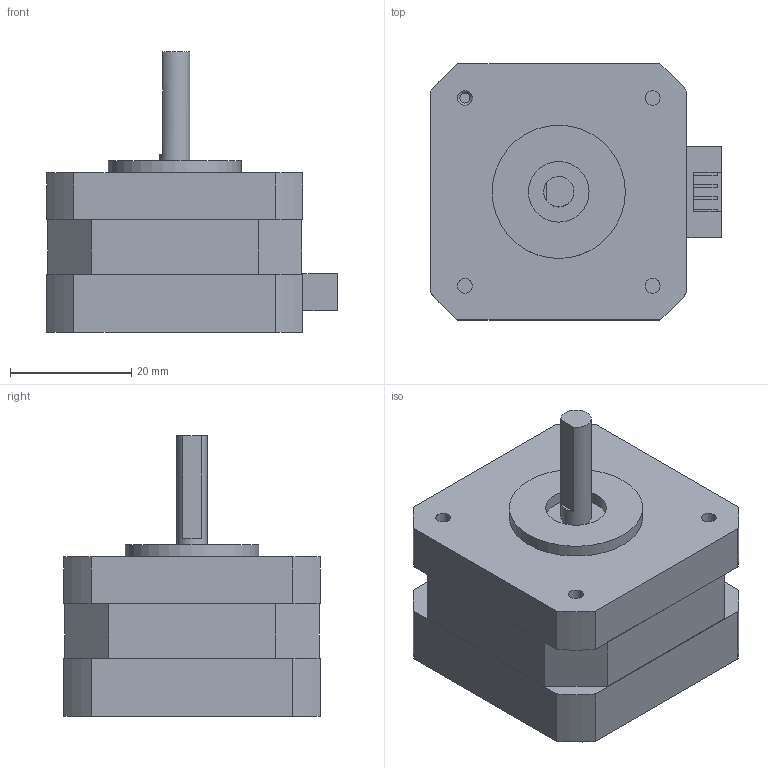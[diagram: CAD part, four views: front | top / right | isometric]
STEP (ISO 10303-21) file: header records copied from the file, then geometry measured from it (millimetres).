
FILE_DESCRIPTION(('FreeCAD Model'),'2;1');
FILE_NAME('NEMA-17_Stepper_Motor_26mm_with_connector.stp', '2018-02-11T13:56:18',('Author'),(''), 'Open CASCADE STEP processor 6.8','FreeCAD','Unknown');
FILE_SCHEMA(('AUTOMOTIVE_DESIGN_CC2 { 1 2 10303 214 -1 1 5 4 }'));
Length unit declared in the file: millimetre
Products named in the file (2): ASSEMBLY; Fusion002
Assembly tree (1 placements, depth 2):
  ASSEMBLY
    Fusion002
Bounding box: 48 x 42.3 x 46.35 mm (x, y, z)
Volume: 46216.3 mm3; surface area: 9041.7 mm2
Topology: 1 solids, 1 shells, 98 faces, 231 edges, 154 vertices
Faces by surface type: plane 77, cylinder 20, cone 1
Full cylindrical faces by diameter (mm): 2.45 x4, 3 x4, 5 x1, 9 x1, 10 x1, 22 x1
Entity records: 6562 total; most frequent: CARTESIAN_POINT 1247, DIRECTION 827, LINE 534, VECTOR 534, ORIENTED_EDGE 462, PCURVE 462, DEFINITIONAL_REPRESENTATION 462, EDGE_CURVE 231
